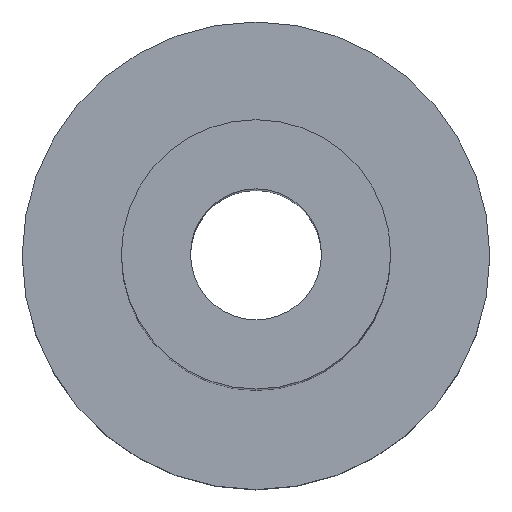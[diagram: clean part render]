
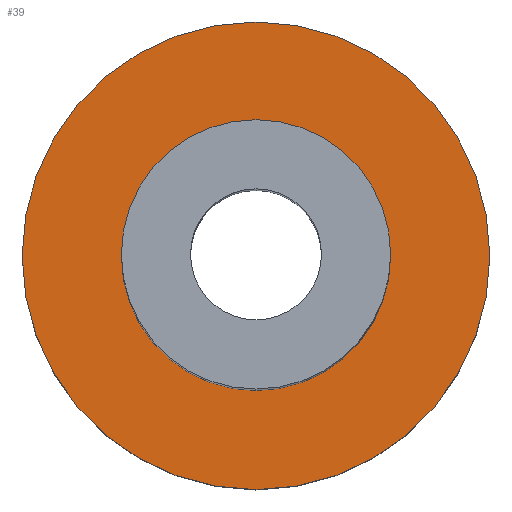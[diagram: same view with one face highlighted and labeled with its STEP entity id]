
A CAD part, top view. The second image highlights one B-rep face of the part: STEP entity #39.
In plain terms, the highlighted planar face has unit normal (0, 0, 1).
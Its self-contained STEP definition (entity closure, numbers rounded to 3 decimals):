
#14 = CIRCLE ( 'NONE', #240, 12.5 ) ;
#17 = DIRECTION ( 'NONE',  ( 0., 0., 1. ) ) ;
#39 = ADVANCED_FACE ( 'NONE', ( #164, #843 ), #45, .T. ) ;
#45 = PLANE ( 'NONE',  #343 ) ;
#67 = ORIENTED_EDGE ( 'NONE', *, *, #959, .T. ) ;
#84 = EDGE_CURVE ( 'NONE', #328, #1006, #592, .T. ) ;
#120 = ORIENTED_EDGE ( 'NONE', *, *, #480, .F. ) ;
#148 = ORIENTED_EDGE ( 'NONE', *, *, #1024, .T. ) ;
#164 = FACE_OUTER_BOUND ( 'NONE', #230, .T. ) ;
#196 = CIRCLE ( 'NONE', #656, 12.5 ) ;
#213 = AXIS2_PLACEMENT_3D ( 'NONE', #456, #1085, #999 ) ;
#223 = CARTESIAN_POINT ( 'NONE',  ( 0., 0., 10. ) ) ;
#230 = EDGE_LOOP ( 'NONE', ( #148, #67 ) ) ;
#240 = AXIS2_PLACEMENT_3D ( 'NONE', #838, #17, #1080 ) ;
#289 = CARTESIAN_POINT ( 'NONE',  ( 0., 0., 10. ) ) ;
#328 = VERTEX_POINT ( 'NONE', #1131 ) ;
#343 = AXIS2_PLACEMENT_3D ( 'NONE', #223, #1014, #399 ) ;
#361 = CARTESIAN_POINT ( 'NONE',  ( -12.5, 0., 10. ) ) ;
#399 = DIRECTION ( 'NONE',  ( 1., 0., 0. ) ) ;
#456 = CARTESIAN_POINT ( 'NONE',  ( 0., 0., 10. ) ) ;
#460 = ORIENTED_EDGE ( 'NONE', *, *, #84, .F. ) ;
#480 = EDGE_CURVE ( 'NONE', #1006, #328, #730, .T. ) ;
#559 = DIRECTION ( 'NONE',  ( 1., 0., 0. ) ) ;
#592 = CIRCLE ( 'NONE', #1035, 7.2 ) ;
#654 = CARTESIAN_POINT ( 'NONE',  ( 0., 0., 10. ) ) ;
#656 = AXIS2_PLACEMENT_3D ( 'NONE', #289, #904, #559 ) ;
#658 = DIRECTION ( 'NONE',  ( 0., 0., 1. ) ) ;
#730 = CIRCLE ( 'NONE', #213, 7.2 ) ;
#776 = VERTEX_POINT ( 'NONE', #1116 ) ;
#838 = CARTESIAN_POINT ( 'NONE',  ( 0., 0., 10. ) ) ;
#843 = FACE_BOUND ( 'NONE', #883, .T. ) ;
#883 = EDGE_LOOP ( 'NONE', ( #120, #460 ) ) ;
#904 = DIRECTION ( 'NONE',  ( 0., 0., 1. ) ) ;
#951 = VERTEX_POINT ( 'NONE', #361 ) ;
#959 = EDGE_CURVE ( 'NONE', #776, #951, #14, .T. ) ;
#999 = DIRECTION ( 'NONE',  ( 1., 0., 0. ) ) ;
#1006 = VERTEX_POINT ( 'NONE', #1090 ) ;
#1014 = DIRECTION ( 'NONE',  ( 0., 0., 1. ) ) ;
#1015 = DIRECTION ( 'NONE',  ( 1., 0., 0. ) ) ;
#1024 = EDGE_CURVE ( 'NONE', #951, #776, #196, .T. ) ;
#1035 = AXIS2_PLACEMENT_3D ( 'NONE', #654, #658, #1015 ) ;
#1080 = DIRECTION ( 'NONE',  ( 1., 0., 0. ) ) ;
#1085 = DIRECTION ( 'NONE',  ( 0., 0., 1. ) ) ;
#1090 = CARTESIAN_POINT ( 'NONE',  ( -7.2, 0., 10. ) ) ;
#1116 = CARTESIAN_POINT ( 'NONE',  ( 12.5, 0., 10. ) ) ;
#1131 = CARTESIAN_POINT ( 'NONE',  ( 7.2, 0., 10. ) ) ;
